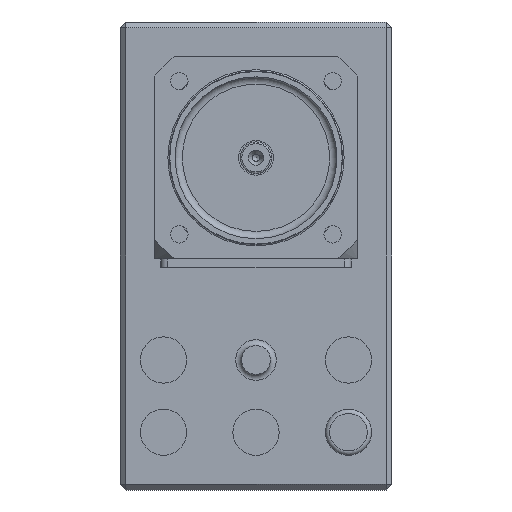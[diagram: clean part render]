
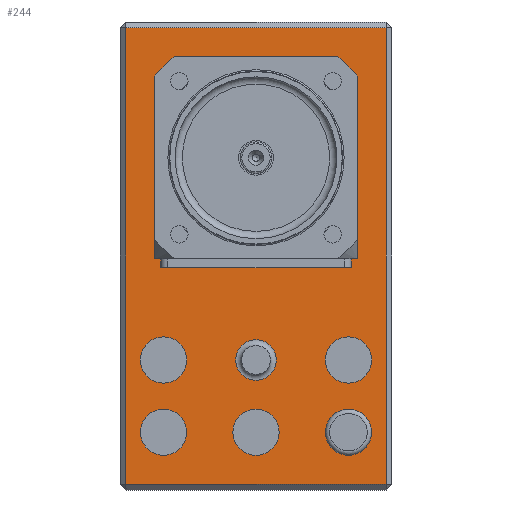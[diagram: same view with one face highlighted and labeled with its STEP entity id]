
A CAD part, front view. The second image highlights one B-rep face of the part: STEP entity #244.
In plain terms, the highlighted face is planar.
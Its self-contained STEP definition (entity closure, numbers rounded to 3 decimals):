
#244=ADVANCED_FACE('',(#516,#406,#517,#518,#519,#520,#521,#522),#319,.T.);
#319=PLANE('',#2081);
#406=FACE_OUTER_BOUND('',#678,.T.);
#516=FACE_BOUND('',#677,.T.);
#517=FACE_BOUND('',#679,.T.);
#518=FACE_BOUND('',#680,.T.);
#519=FACE_BOUND('',#681,.T.);
#520=FACE_BOUND('',#682,.T.);
#521=FACE_BOUND('',#683,.T.);
#522=FACE_BOUND('',#684,.T.);
#677=EDGE_LOOP('',(#1307));
#678=EDGE_LOOP('',(#1308,#1309,#1310,#1311));
#679=EDGE_LOOP('',(#1312));
#680=EDGE_LOOP('',(#1313));
#681=EDGE_LOOP('',(#1314));
#682=EDGE_LOOP('',(#1315));
#683=EDGE_LOOP('',(#1316));
#684=EDGE_LOOP('',(#1317));
#819=LINE('',#3157,#933);
#820=LINE('',#3160,#934);
#821=LINE('',#3162,#935);
#822=LINE('',#3164,#936);
#933=VECTOR('',#2568,1.);
#934=VECTOR('',#2569,1.);
#935=VECTOR('',#2570,1.);
#936=VECTOR('',#2571,1.);
#1307=ORIENTED_EDGE('',*,*,#1764,.T.);
#1308=ORIENTED_EDGE('',*,*,#1765,.T.);
#1309=ORIENTED_EDGE('',*,*,#1766,.T.);
#1310=ORIENTED_EDGE('',*,*,#1767,.T.);
#1311=ORIENTED_EDGE('',*,*,#1768,.T.);
#1312=ORIENTED_EDGE('',*,*,#1769,.F.);
#1313=ORIENTED_EDGE('',*,*,#1770,.T.);
#1314=ORIENTED_EDGE('',*,*,#1771,.T.);
#1315=ORIENTED_EDGE('',*,*,#1772,.T.);
#1316=ORIENTED_EDGE('',*,*,#1773,.T.);
#1317=ORIENTED_EDGE('',*,*,#1774,.F.);
#1554=VERTEX_POINT('',#3156);
#1555=VERTEX_POINT('',#3158);
#1556=VERTEX_POINT('',#3159);
#1557=VERTEX_POINT('',#3161);
#1558=VERTEX_POINT('',#3163);
#1559=VERTEX_POINT('',#3166);
#1560=VERTEX_POINT('',#3168);
#1561=VERTEX_POINT('',#3170);
#1562=VERTEX_POINT('',#3172);
#1563=VERTEX_POINT('',#3174);
#1564=VERTEX_POINT('',#3176);
#1764=EDGE_CURVE('',#1554,#1554,#1886,.T.);
#1765=EDGE_CURVE('',#1555,#1556,#819,.T.);
#1766=EDGE_CURVE('',#1556,#1557,#820,.T.);
#1767=EDGE_CURVE('',#1557,#1558,#821,.T.);
#1768=EDGE_CURVE('',#1558,#1555,#822,.T.);
#1769=EDGE_CURVE('',#1559,#1559,#1887,.T.);
#1770=EDGE_CURVE('',#1560,#1560,#1888,.T.);
#1771=EDGE_CURVE('',#1561,#1561,#1889,.T.);
#1772=EDGE_CURVE('',#1562,#1562,#1890,.T.);
#1773=EDGE_CURVE('',#1563,#1563,#1891,.T.);
#1774=EDGE_CURVE('',#1564,#1564,#1892,.T.);
#1886=CIRCLE('',#2074,7.);
#1887=CIRCLE('',#2075,8.);
#1888=CIRCLE('',#2076,8.);
#1889=CIRCLE('',#2077,8.);
#1890=CIRCLE('',#2078,8.);
#1891=CIRCLE('',#2079,8.);
#1892=CIRCLE('',#2080,24.);
#2074=AXIS2_PLACEMENT_3D('',#3155,#2566,#2567);
#2075=AXIS2_PLACEMENT_3D('',#3165,#2572,#2573);
#2076=AXIS2_PLACEMENT_3D('',#3167,#2574,#2575);
#2077=AXIS2_PLACEMENT_3D('',#3169,#2576,#2577);
#2078=AXIS2_PLACEMENT_3D('',#3171,#2578,#2579);
#2079=AXIS2_PLACEMENT_3D('',#3173,#2580,#2581);
#2080=AXIS2_PLACEMENT_3D('',#3175,#2582,#2583);
#2081=AXIS2_PLACEMENT_3D('',#3177,#2584,#2585);
#2566=DIRECTION('',(0.,0.,1.));
#2567=DIRECTION('',(-1.,0.,0.));
#2568=DIRECTION('',(1.,0.,0.));
#2569=DIRECTION('',(0.,-1.,0.));
#2570=DIRECTION('',(-1.,0.,0.));
#2571=DIRECTION('',(0.,1.,0.));
#2572=DIRECTION('',(0.,0.,-1.));
#2573=DIRECTION('',(-1.,0.,0.));
#2574=DIRECTION('',(0.,0.,1.));
#2575=DIRECTION('',(1.,0.,0.));
#2576=DIRECTION('',(0.,0.,1.));
#2577=DIRECTION('',(1.,0.,0.));
#2578=DIRECTION('',(0.,0.,1.));
#2579=DIRECTION('',(1.,0.,0.));
#2580=DIRECTION('',(0.,0.,1.));
#2581=DIRECTION('',(1.,0.,0.));
#2582=DIRECTION('',(0.,0.,-1.));
#2583=DIRECTION('',(-1.,0.,0.));
#2584=DIRECTION('',(0.,0.,-1.));
#2585=DIRECTION('',(-1.,0.,0.));
#3155=CARTESIAN_POINT('',(45.,47.,0.));
#3156=CARTESIAN_POINT('',(38.,47.,0.));
#3157=CARTESIAN_POINT('',(81.,92.,0.));
#3158=CARTESIAN_POINT('',(2.,92.,0.));
#3159=CARTESIAN_POINT('',(160.,92.,0.));
#3160=CARTESIAN_POINT('',(160.,47.,0.));
#3161=CARTESIAN_POINT('',(160.,2.,0.));
#3162=CARTESIAN_POINT('',(81.,2.,0.));
#3163=CARTESIAN_POINT('',(2.,2.,0.));
#3164=CARTESIAN_POINT('',(2.,47.,0.));
#3165=CARTESIAN_POINT('',(20.,79.,0.));
#3166=CARTESIAN_POINT('',(12.,79.,0.));
#3167=CARTESIAN_POINT('',(20.,47.,0.));
#3168=CARTESIAN_POINT('',(28.,47.,0.));
#3169=CARTESIAN_POINT('',(20.,15.,0.));
#3170=CARTESIAN_POINT('',(28.,15.,0.));
#3171=CARTESIAN_POINT('',(45.,79.,0.));
#3172=CARTESIAN_POINT('',(53.,79.,0.));
#3173=CARTESIAN_POINT('',(45.,15.,0.));
#3174=CARTESIAN_POINT('',(53.,15.,0.));
#3175=CARTESIAN_POINT('',(115.,47.,0.));
#3176=CARTESIAN_POINT('',(91.,47.,0.));
#3177=CARTESIAN_POINT('',(81.,47.,0.));
